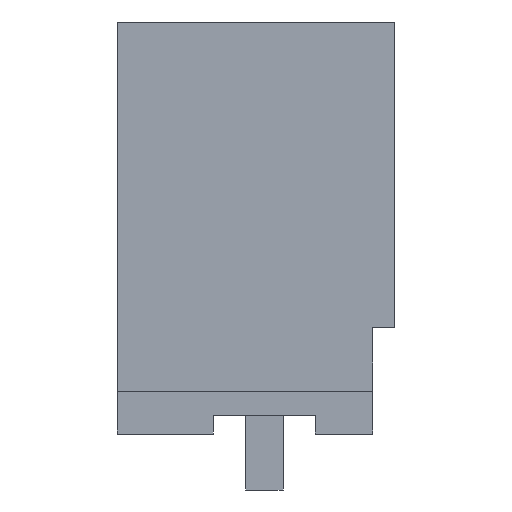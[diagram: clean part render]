
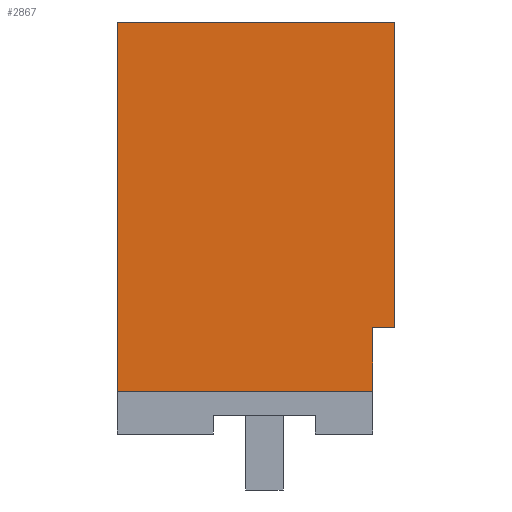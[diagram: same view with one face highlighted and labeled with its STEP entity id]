
A CAD part, left-side view. The second image highlights one B-rep face of the part: STEP entity #2867.
In plain terms, the highlighted planar face has unit normal (-1, 0, 0).
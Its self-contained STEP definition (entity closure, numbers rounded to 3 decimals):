
#2838=AXIS2_PLACEMENT_3D('Plane Axis2P3D',#2835,#2836,#2837) ;
#233=CARTESIAN_POINT('Vertex',(0.,7.45,2.65)) ;
#236=CARTESIAN_POINT('Line Origine',(0.,7.45,7.6)) ;
#240=CARTESIAN_POINT('Vertex',(0.,7.45,12.55)) ;
#2057=CARTESIAN_POINT('Vertex',(0.,0.6,4.35)) ;
#2060=CARTESIAN_POINT('Line Origine',(0.,0.6,3.5)) ;
#2064=CARTESIAN_POINT('Vertex',(0.,0.6,2.65)) ;
#2574=CARTESIAN_POINT('Line Origine',(0.,4.025,2.65)) ;
#2835=CARTESIAN_POINT('Axis2P3D Location',(0.,7.45,12.55)) ;
#2840=CARTESIAN_POINT('Line Origine',(0.,0.,8.45)) ;
#2844=CARTESIAN_POINT('Vertex',(0.,0.,12.55)) ;
#2846=CARTESIAN_POINT('Vertex',(0.,0.,4.35)) ;
#2849=CARTESIAN_POINT('Line Origine',(0.,3.725,12.55)) ;
#2854=CARTESIAN_POINT('Line Origine',(0.,0.3,4.35)) ;
#237=DIRECTION('Vector Direction',(0.,0.,-1.)) ;
#2061=DIRECTION('Vector Direction',(0.,0.,1.)) ;
#2575=DIRECTION('Vector Direction',(0.,-1.,0.)) ;
#2836=DIRECTION('Axis2P3D Direction',(-1.,-0.,0.)) ;
#2837=DIRECTION('Axis2P3D XDirection',(0.,0.,-1.)) ;
#2841=DIRECTION('Vector Direction',(0.,0.,-1.)) ;
#2850=DIRECTION('Vector Direction',(0.,-1.,0.)) ;
#2855=DIRECTION('Vector Direction',(0.,-1.,0.)) ;
#238=VECTOR('Line Direction',#237,1.) ;
#2062=VECTOR('Line Direction',#2061,1.) ;
#2576=VECTOR('Line Direction',#2575,1.) ;
#2842=VECTOR('Line Direction',#2841,1.) ;
#2851=VECTOR('Line Direction',#2850,1.) ;
#2856=VECTOR('Line Direction',#2855,1.) ;
#2860=ORIENTED_EDGE('',*,*,#2848,.F.) ;
#2861=ORIENTED_EDGE('',*,*,#2853,.F.) ;
#2862=ORIENTED_EDGE('',*,*,#242,.T.) ;
#2863=ORIENTED_EDGE('',*,*,#2578,.T.) ;
#2864=ORIENTED_EDGE('',*,*,#2066,.T.) ;
#2865=ORIENTED_EDGE('',*,*,#2858,.F.) ;
#2867=ADVANCED_FACE('HOUSING',(#2866),#2839,.T.) ;
#242=EDGE_CURVE('',#241,#234,#239,.T.) ;
#2066=EDGE_CURVE('',#2065,#2058,#2063,.T.) ;
#2578=EDGE_CURVE('',#234,#2065,#2577,.T.) ;
#2848=EDGE_CURVE('',#2845,#2847,#2843,.T.) ;
#2853=EDGE_CURVE('',#241,#2845,#2852,.T.) ;
#2858=EDGE_CURVE('',#2847,#2058,#2857,.F.) ;
#2859=EDGE_LOOP('',(#2860,#2861,#2862,#2863,#2864,#2865)) ;
#2866=FACE_OUTER_BOUND('',#2859,.T.) ;
#239=LINE('Line',#236,#238) ;
#2063=LINE('Line',#2060,#2062) ;
#2577=LINE('Line',#2574,#2576) ;
#2843=LINE('Line',#2840,#2842) ;
#2852=LINE('Line',#2849,#2851) ;
#2857=LINE('Line',#2854,#2856) ;
#2839=PLANE('',#2838) ;
#234=VERTEX_POINT('',#233) ;
#241=VERTEX_POINT('',#240) ;
#2058=VERTEX_POINT('',#2057) ;
#2065=VERTEX_POINT('',#2064) ;
#2845=VERTEX_POINT('',#2844) ;
#2847=VERTEX_POINT('',#2846) ;
